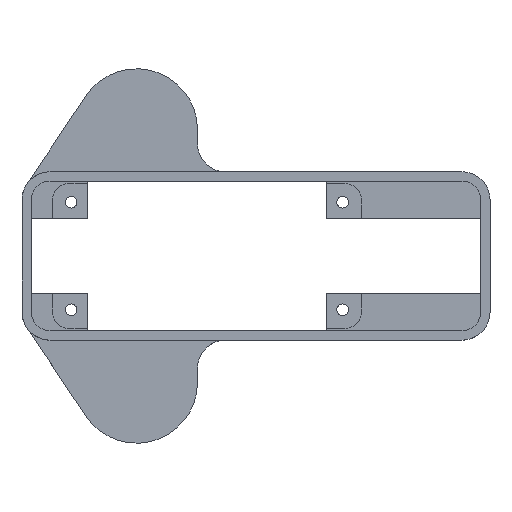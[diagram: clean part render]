
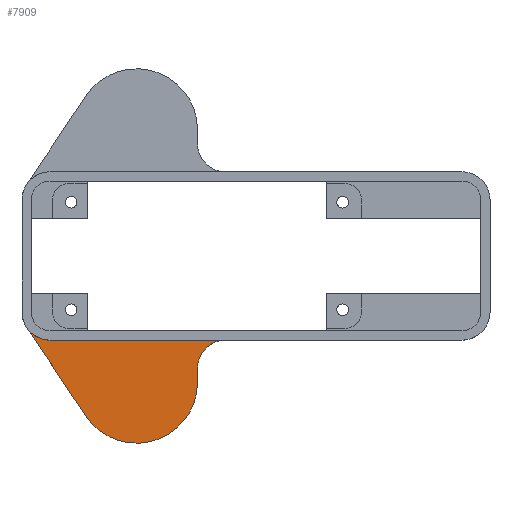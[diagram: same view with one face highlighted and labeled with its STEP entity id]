
A CAD part, top view. The second image highlights one B-rep face of the part: STEP entity #7909.
In plain terms, the highlighted planar face has unit normal (0, 0, 1).
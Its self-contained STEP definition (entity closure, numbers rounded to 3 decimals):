
#1629 = PLANE('',#1630);
#1630 = AXIS2_PLACEMENT_3D('',#1631,#1632,#1633);
#1631 = CARTESIAN_POINT('',(-25.794,-34.245,0.));
#1632 = DIRECTION('',(-0.83,-0.557,-0.));
#1633 = DIRECTION('',(-0.557,0.83,0.));
#1662 = CYLINDRICAL_SURFACE('',#1663,13.);
#1663 = AXIS2_PLACEMENT_3D('',#1664,#1665,#1666);
#1664 = CARTESIAN_POINT('',(-15.,-27.,0.));
#1665 = DIRECTION('',(0.,0.,-1.));
#1666 = DIRECTION('',(1.,0.,0.));
#1690 = PLANE('',#1691);
#1691 = AXIS2_PLACEMENT_3D('',#1692,#1693,#1694);
#1692 = CARTESIAN_POINT('',(-2.,-24.,0.));
#1693 = DIRECTION('',(1.,0.,0.));
#1694 = DIRECTION('',(0.,-1.,0.));
#1723 = CYLINDRICAL_SURFACE('',#1724,6.);
#1724 = AXIS2_PLACEMENT_3D('',#1725,#1726,#1727);
#1725 = CARTESIAN_POINT('',(4.,-24.,0.));
#1726 = DIRECTION('',(0.,0.,-1.));
#1727 = DIRECTION('',(1.,0.,0.));
#1751 = PLANE('',#1752);
#1752 = AXIS2_PLACEMENT_3D('',#1753,#1754,#1755);
#1753 = CARTESIAN_POINT('',(54.5,-18.,0.));
#1754 = DIRECTION('',(0.,-1.,0.));
#1755 = DIRECTION('',(-1.,0.,0.));
#4252 = VERTEX_POINT('',#4253);
#4253 = CARTESIAN_POINT('',(-25.794,-34.245,3.));
#4274 = EDGE_CURVE('',#4252,#4275,#4277,.T.);
#4275 = VERTEX_POINT('',#4276);
#4276 = CARTESIAN_POINT('',(-38.482,-15.344,3.));
#4277 = SURFACE_CURVE('',#4278,(#4282,#4289),.PCURVE_S1.);
#4278 = LINE('',#4279,#4280);
#4279 = CARTESIAN_POINT('',(-25.794,-34.245,3.));
#4280 = VECTOR('',#4281,1.);
#4281 = DIRECTION('',(-0.557,0.83,-0.));
#4282 = PCURVE('',#1629,#4283);
#4283 = DEFINITIONAL_REPRESENTATION('',(#4284),#4288);
#4284 = LINE('',#4285,#4286);
#4285 = CARTESIAN_POINT('',(0.,-3.));
#4286 = VECTOR('',#4287,1.);
#4287 = DIRECTION('',(1.,0.));
#4288 = ( GEOMETRIC_REPRESENTATION_CONTEXT(2) 
PARAMETRIC_REPRESENTATION_CONTEXT() REPRESENTATION_CONTEXT('2D SPACE',''
  ) );
#4289 = PCURVE('',#4290,#4295);
#4290 = PLANE('',#4291);
#4291 = AXIS2_PLACEMENT_3D('',#4292,#4293,#4294);
#4292 = CARTESIAN_POINT('',(-17.857,-23.431,3.));
#4293 = DIRECTION('',(0.,0.,1.));
#4294 = DIRECTION('',(1.,0.,0.));
#4295 = DEFINITIONAL_REPRESENTATION('',(#4296),#4300);
#4296 = LINE('',#4297,#4298);
#4297 = CARTESIAN_POINT('',(-7.937,-10.814));
#4298 = VECTOR('',#4299,1.);
#4299 = DIRECTION('',(-0.557,0.83));
#4300 = ( GEOMETRIC_REPRESENTATION_CONTEXT(2) 
PARAMETRIC_REPRESENTATION_CONTEXT() REPRESENTATION_CONTEXT('2D SPACE',''
  ) );
#4328 = VERTEX_POINT('',#4329);
#4329 = CARTESIAN_POINT('',(-2.,-27.,3.));
#4350 = EDGE_CURVE('',#4328,#4252,#4351,.T.);
#4351 = SURFACE_CURVE('',#4352,(#4357,#4364),.PCURVE_S1.);
#4352 = CIRCLE('',#4353,13.);
#4353 = AXIS2_PLACEMENT_3D('',#4354,#4355,#4356);
#4354 = CARTESIAN_POINT('',(-15.,-27.,3.));
#4355 = DIRECTION('',(0.,0.,-1.));
#4356 = DIRECTION('',(1.,0.,0.));
#4357 = PCURVE('',#1662,#4358);
#4358 = DEFINITIONAL_REPRESENTATION('',(#4359),#4363);
#4359 = LINE('',#4360,#4361);
#4360 = CARTESIAN_POINT('',(0.,-3.));
#4361 = VECTOR('',#4362,1.);
#4362 = DIRECTION('',(1.,0.));
#4363 = ( GEOMETRIC_REPRESENTATION_CONTEXT(2) 
PARAMETRIC_REPRESENTATION_CONTEXT() REPRESENTATION_CONTEXT('2D SPACE',''
  ) );
#4364 = PCURVE('',#4290,#4365);
#4365 = DEFINITIONAL_REPRESENTATION('',(#4366),#4374);
#4366 = ( BOUNDED_CURVE() B_SPLINE_CURVE(2,(#4367,#4368,#4369,#4370,
#4371,#4372,#4373),.UNSPECIFIED.,.T.,.F.) B_SPLINE_CURVE_WITH_KNOTS((1,2
    ,2,2,2,1),(-2.094,0.,2.094,4.189,
6.283,8.378),.UNSPECIFIED.) CURVE() 
GEOMETRIC_REPRESENTATION_ITEM() RATIONAL_B_SPLINE_CURVE((1.,0.5,1.,0.5,
1.,0.5,1.)) REPRESENTATION_ITEM('') );
#4367 = CARTESIAN_POINT('',(15.857,-3.569));
#4368 = CARTESIAN_POINT('',(15.857,-26.085));
#4369 = CARTESIAN_POINT('',(-3.643,-14.827));
#4370 = CARTESIAN_POINT('',(-23.143,-3.569));
#4371 = CARTESIAN_POINT('',(-3.643,7.69));
#4372 = CARTESIAN_POINT('',(15.857,18.948));
#4373 = CARTESIAN_POINT('',(15.857,-3.569));
#4374 = ( GEOMETRIC_REPRESENTATION_CONTEXT(2) 
PARAMETRIC_REPRESENTATION_CONTEXT() REPRESENTATION_CONTEXT('2D SPACE',''
  ) );
#4382 = VERTEX_POINT('',#4383);
#4383 = CARTESIAN_POINT('',(-2.,-24.,3.));
#4404 = EDGE_CURVE('',#4382,#4328,#4405,.T.);
#4405 = SURFACE_CURVE('',#4406,(#4410,#4417),.PCURVE_S1.);
#4406 = LINE('',#4407,#4408);
#4407 = CARTESIAN_POINT('',(-2.,-24.,3.));
#4408 = VECTOR('',#4409,1.);
#4409 = DIRECTION('',(0.,-1.,0.));
#4410 = PCURVE('',#1690,#4411);
#4411 = DEFINITIONAL_REPRESENTATION('',(#4412),#4416);
#4412 = LINE('',#4413,#4414);
#4413 = CARTESIAN_POINT('',(0.,-3.));
#4414 = VECTOR('',#4415,1.);
#4415 = DIRECTION('',(1.,0.));
#4416 = ( GEOMETRIC_REPRESENTATION_CONTEXT(2) 
PARAMETRIC_REPRESENTATION_CONTEXT() REPRESENTATION_CONTEXT('2D SPACE',''
  ) );
#4417 = PCURVE('',#4290,#4418);
#4418 = DEFINITIONAL_REPRESENTATION('',(#4419),#4423);
#4419 = LINE('',#4420,#4421);
#4420 = CARTESIAN_POINT('',(15.857,-0.569));
#4421 = VECTOR('',#4422,1.);
#4422 = DIRECTION('',(0.,-1.));
#4423 = ( GEOMETRIC_REPRESENTATION_CONTEXT(2) 
PARAMETRIC_REPRESENTATION_CONTEXT() REPRESENTATION_CONTEXT('2D SPACE',''
  ) );
#4431 = EDGE_CURVE('',#4382,#4432,#4434,.T.);
#4432 = VERTEX_POINT('',#4433);
#4433 = CARTESIAN_POINT('',(4.,-18.,3.));
#4434 = SURFACE_CURVE('',#4435,(#4440,#4447),.PCURVE_S1.);
#4435 = CIRCLE('',#4436,6.);
#4436 = AXIS2_PLACEMENT_3D('',#4437,#4438,#4439);
#4437 = CARTESIAN_POINT('',(4.,-24.,3.));
#4438 = DIRECTION('',(0.,0.,-1.));
#4439 = DIRECTION('',(1.,0.,0.));
#4440 = PCURVE('',#1723,#4441);
#4441 = DEFINITIONAL_REPRESENTATION('',(#4442),#4446);
#4442 = LINE('',#4443,#4444);
#4443 = CARTESIAN_POINT('',(0.,-3.));
#4444 = VECTOR('',#4445,1.);
#4445 = DIRECTION('',(1.,0.));
#4446 = ( GEOMETRIC_REPRESENTATION_CONTEXT(2) 
PARAMETRIC_REPRESENTATION_CONTEXT() REPRESENTATION_CONTEXT('2D SPACE',''
  ) );
#4447 = PCURVE('',#4290,#4448);
#4448 = DEFINITIONAL_REPRESENTATION('',(#4449),#4457);
#4449 = ( BOUNDED_CURVE() B_SPLINE_CURVE(2,(#4450,#4451,#4452,#4453,
#4454,#4455,#4456),.UNSPECIFIED.,.T.,.F.) B_SPLINE_CURVE_WITH_KNOTS((1,2
    ,2,2,2,1),(-2.094,0.,2.094,4.189,
6.283,8.378),.UNSPECIFIED.) CURVE() 
GEOMETRIC_REPRESENTATION_ITEM() RATIONAL_B_SPLINE_CURVE((1.,0.5,1.,0.5,
1.,0.5,1.)) REPRESENTATION_ITEM('') );
#4450 = CARTESIAN_POINT('',(27.857,-0.569));
#4451 = CARTESIAN_POINT('',(27.857,-10.961));
#4452 = CARTESIAN_POINT('',(18.857,-5.765));
#4453 = CARTESIAN_POINT('',(9.857,-0.569));
#4454 = CARTESIAN_POINT('',(18.857,4.627));
#4455 = CARTESIAN_POINT('',(27.857,9.824));
#4456 = CARTESIAN_POINT('',(27.857,-0.569));
#4457 = ( GEOMETRIC_REPRESENTATION_CONTEXT(2) 
PARAMETRIC_REPRESENTATION_CONTEXT() REPRESENTATION_CONTEXT('2D SPACE',''
  ) );
#4531 = VERTEX_POINT('',#4532);
#4532 = CARTESIAN_POINT('',(-33.5,-18.,3.));
#4546 = CYLINDRICAL_SURFACE('',#4547,6.);
#4547 = AXIS2_PLACEMENT_3D('',#4548,#4549,#4550);
#4548 = CARTESIAN_POINT('',(-33.5,-12.,0.));
#4549 = DIRECTION('',(-0.,-0.,-1.));
#4550 = DIRECTION('',(1.,0.,0.));
#4558 = EDGE_CURVE('',#4432,#4531,#4559,.T.);
#4559 = SURFACE_CURVE('',#4560,(#4564,#4571),.PCURVE_S1.);
#4560 = LINE('',#4561,#4562);
#4561 = CARTESIAN_POINT('',(18.322,-18.,3.));
#4562 = VECTOR('',#4563,1.);
#4563 = DIRECTION('',(-1.,0.,0.));
#4564 = PCURVE('',#1751,#4565);
#4565 = DEFINITIONAL_REPRESENTATION('',(#4566),#4570);
#4566 = LINE('',#4567,#4568);
#4567 = CARTESIAN_POINT('',(36.178,-3.));
#4568 = VECTOR('',#4569,1.);
#4569 = DIRECTION('',(1.,0.));
#4570 = ( GEOMETRIC_REPRESENTATION_CONTEXT(2) 
PARAMETRIC_REPRESENTATION_CONTEXT() REPRESENTATION_CONTEXT('2D SPACE',''
  ) );
#4571 = PCURVE('',#4290,#4572);
#4572 = DEFINITIONAL_REPRESENTATION('',(#4573),#4577);
#4573 = LINE('',#4574,#4575);
#4574 = CARTESIAN_POINT('',(36.178,5.431));
#4575 = VECTOR('',#4576,1.);
#4576 = DIRECTION('',(-1.,0.));
#4577 = ( GEOMETRIC_REPRESENTATION_CONTEXT(2) 
PARAMETRIC_REPRESENTATION_CONTEXT() REPRESENTATION_CONTEXT('2D SPACE',''
  ) );
#7909 = ADVANCED_FACE('',(#7910),#4290,.T.);
#7910 = FACE_BOUND('',#7911,.T.);
#7911 = EDGE_LOOP('',(#7912,#7913,#7914,#7915,#7941,#7942));
#7912 = ORIENTED_EDGE('',*,*,#4404,.F.);
#7913 = ORIENTED_EDGE('',*,*,#4431,.T.);
#7914 = ORIENTED_EDGE('',*,*,#4558,.T.);
#7915 = ORIENTED_EDGE('',*,*,#7916,.T.);
#7916 = EDGE_CURVE('',#4531,#4275,#7917,.T.);
#7917 = SURFACE_CURVE('',#7918,(#7923,#7934),.PCURVE_S1.);
#7918 = CIRCLE('',#7919,6.);
#7919 = AXIS2_PLACEMENT_3D('',#7920,#7921,#7922);
#7920 = CARTESIAN_POINT('',(-33.5,-12.,3.));
#7921 = DIRECTION('',(0.,0.,-1.));
#7922 = DIRECTION('',(1.,0.,0.));
#7923 = PCURVE('',#4290,#7924);
#7924 = DEFINITIONAL_REPRESENTATION('',(#7925),#7933);
#7925 = ( BOUNDED_CURVE() B_SPLINE_CURVE(2,(#7926,#7927,#7928,#7929,
#7930,#7931,#7932),.UNSPECIFIED.,.T.,.F.) B_SPLINE_CURVE_WITH_KNOTS((1,2
    ,2,2,2,1),(-2.094,0.,2.094,4.189,
6.283,8.378),.UNSPECIFIED.) CURVE() 
GEOMETRIC_REPRESENTATION_ITEM() RATIONAL_B_SPLINE_CURVE((1.,0.5,1.,0.5,
1.,0.5,1.)) REPRESENTATION_ITEM('') );
#7926 = CARTESIAN_POINT('',(-9.643,11.431));
#7927 = CARTESIAN_POINT('',(-9.643,1.039));
#7928 = CARTESIAN_POINT('',(-18.643,6.235));
#7929 = CARTESIAN_POINT('',(-27.643,11.431));
#7930 = CARTESIAN_POINT('',(-18.643,16.627));
#7931 = CARTESIAN_POINT('',(-9.643,21.824));
#7932 = CARTESIAN_POINT('',(-9.643,11.431));
#7933 = ( GEOMETRIC_REPRESENTATION_CONTEXT(2) 
PARAMETRIC_REPRESENTATION_CONTEXT() REPRESENTATION_CONTEXT('2D SPACE',''
  ) );
#7934 = PCURVE('',#4546,#7935);
#7935 = DEFINITIONAL_REPRESENTATION('',(#7936),#7940);
#7936 = LINE('',#7937,#7938);
#7937 = CARTESIAN_POINT('',(-6.283,-3.));
#7938 = VECTOR('',#7939,1.);
#7939 = DIRECTION('',(1.,-0.));
#7940 = ( GEOMETRIC_REPRESENTATION_CONTEXT(2) 
PARAMETRIC_REPRESENTATION_CONTEXT() REPRESENTATION_CONTEXT('2D SPACE',''
  ) );
#7941 = ORIENTED_EDGE('',*,*,#4274,.F.);
#7942 = ORIENTED_EDGE('',*,*,#4350,.F.);
